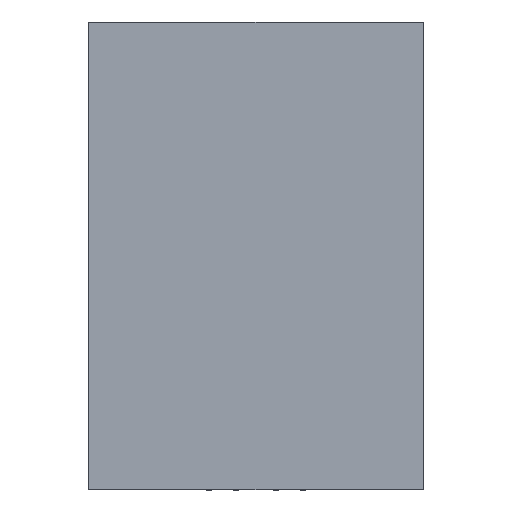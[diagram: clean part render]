
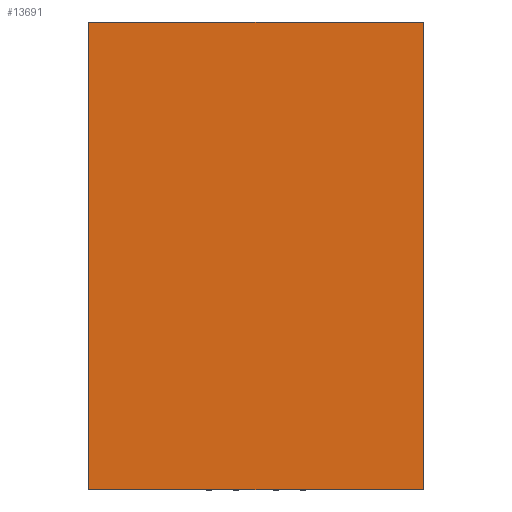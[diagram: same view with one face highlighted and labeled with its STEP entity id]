
A CAD part, top view. The second image highlights one B-rep face of the part: STEP entity #13691.
In plain terms, the highlighted face is planar.
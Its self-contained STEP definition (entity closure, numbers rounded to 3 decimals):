
#11554=DIRECTION('',(0.,0.,1.));
#11555=VECTOR('',#11554,3.5);
#11556=CARTESIAN_POINT('',(-1.25,0.775,-1.75));
#11557=LINE('',#11556,#11555);
#11561=DIRECTION('',(-1.,0.,0.));
#11562=VECTOR('',#11561,2.5);
#11563=CARTESIAN_POINT('',(1.25,0.775,-1.75));
#11564=LINE('',#11563,#11562);
#11568=DIRECTION('',(0.,0.,-1.));
#11569=VECTOR('',#11568,3.5);
#11570=CARTESIAN_POINT('',(1.25,0.775,1.75));
#11571=LINE('',#11570,#11569);
#11575=DIRECTION('',(1.,0.,0.));
#11576=VECTOR('',#11575,2.5);
#11577=CARTESIAN_POINT('',(-1.25,0.775,1.75));
#11578=LINE('',#11577,#11576);
#12042=CARTESIAN_POINT('',(-1.25,0.775,-1.75));
#12043=CARTESIAN_POINT('',(-1.25,0.775,1.75));
#12044=VERTEX_POINT('',#12042);
#12045=VERTEX_POINT('',#12043);
#12046=CARTESIAN_POINT('',(1.25,0.775,1.75));
#12047=VERTEX_POINT('',#12046);
#12048=CARTESIAN_POINT('',(1.25,0.775,-1.75));
#12049=VERTEX_POINT('',#12048);
#13680=CARTESIAN_POINT('',(0.,0.775,0.));
#13681=DIRECTION('',(0.,1.,0.));
#13682=DIRECTION('',(1.,0.,0.));
#13683=AXIS2_PLACEMENT_3D('',#13680,#13681,#13682);
#13684=PLANE('',#13683);
#13685=ORIENTED_EDGE('',*,*,#12764,.F.);
#13686=ORIENTED_EDGE('',*,*,#12843,.F.);
#13687=ORIENTED_EDGE('',*,*,#13063,.F.);
#13688=ORIENTED_EDGE('',*,*,#13579,.F.);
#13689=EDGE_LOOP('',(#13685,#13686,#13687,#13688));
#13690=FACE_OUTER_BOUND('',#13689,.F.);
#12764=EDGE_CURVE('',#12044,#12045,#11557,.T.);
#12843=EDGE_CURVE('',#12049,#12044,#11564,.T.);
#13063=EDGE_CURVE('',#12047,#12049,#11571,.T.);
#13579=EDGE_CURVE('',#12045,#12047,#11578,.T.);
#13691=ADVANCED_FACE('',(#13690),#13684,.T.);
